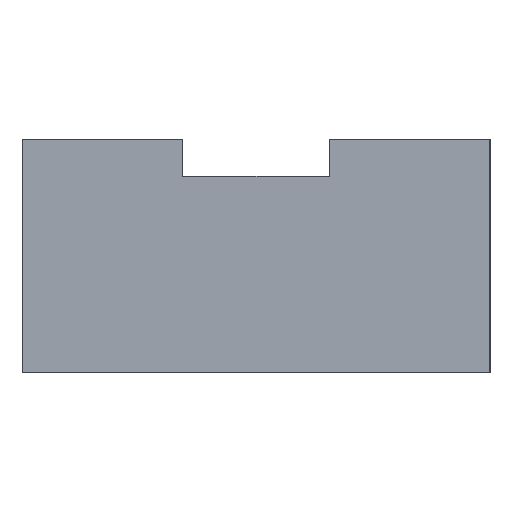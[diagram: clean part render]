
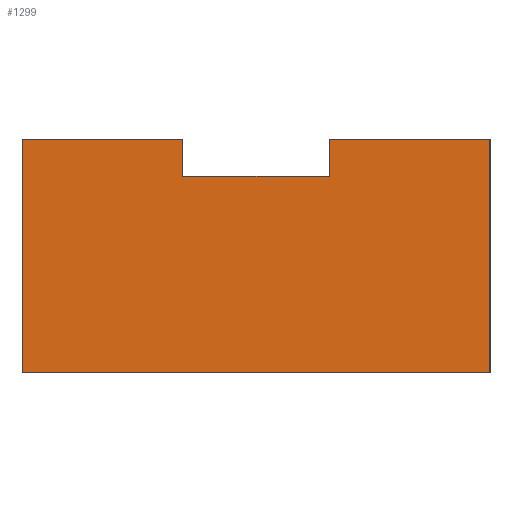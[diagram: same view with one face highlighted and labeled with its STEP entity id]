
A CAD part, left-side view. The second image highlights one B-rep face of the part: STEP entity #1299.
In plain terms, the highlighted planar face has unit normal (-1, 0, 0).
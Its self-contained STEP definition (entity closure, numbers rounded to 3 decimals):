
#917=CARTESIAN_POINT('',(-32.5,-6.25,10.0));
#918=VERTEX_POINT('',#917);
#919=CARTESIAN_POINT('',(-32.5,-6.25,6.8));
#920=VERTEX_POINT('',#919);
#921=CARTESIAN_POINT('',(-32.5,-6.25,10.0));
#922=DIRECTION('',(0.0,0.0,-1.0));
#923=VECTOR('',#922,3.2);
#924=LINE('',#921,#923);
#925=EDGE_CURVE('',#918,#920,#924,.T.);
#957=CARTESIAN_POINT('',(-32.5,6.25,6.8));
#958=VERTEX_POINT('',#957);
#959=CARTESIAN_POINT('',(-32.5,-6.25,6.8));
#960=DIRECTION('',(0.0,1.0,0.0));
#961=VECTOR('',#960,12.5);
#962=LINE('',#959,#961);
#963=EDGE_CURVE('',#920,#958,#962,.T.);
#1008=CARTESIAN_POINT('',(-32.5,6.25,10.0));
#1009=VERTEX_POINT('',#1008);
#1010=CARTESIAN_POINT('',(-32.5,6.25,6.8));
#1011=DIRECTION('',(0.0,0.0,1.0));
#1012=VECTOR('',#1011,3.2);
#1013=LINE('',#1010,#1012);
#1014=EDGE_CURVE('',#958,#1009,#1013,.T.);
#1089=CARTESIAN_POINT('',(-32.5,-20.0,10.0));
#1090=VERTEX_POINT('',#1089);
#1091=CARTESIAN_POINT('',(-32.5,-20.0,10.0));
#1092=DIRECTION('',(0.0,1.0,0.0));
#1093=VECTOR('',#1092,13.75);
#1094=LINE('',#1091,#1093);
#1095=EDGE_CURVE('',#1090,#918,#1094,.T.);
#1224=CARTESIAN_POINT('',(-32.5,20.0,10.0));
#1225=VERTEX_POINT('',#1224);
#1233=CARTESIAN_POINT('',(-32.5,20.0,-10.0));
#1234=VERTEX_POINT('',#1233);
#1241=CARTESIAN_POINT('',(-32.5,20.0,-10.0));
#1242=DIRECTION('',(0.0,0.0,1.0));
#1243=VECTOR('',#1242,20.0);
#1244=LINE('',#1241,#1243);
#1245=EDGE_CURVE('',#1234,#1225,#1244,.T.);
#1256=CARTESIAN_POINT('',(-32.5,-20.0,-10.0));
#1257=VERTEX_POINT('',#1256);
#1258=CARTESIAN_POINT('',(-32.5,-20.0,-10.0));
#1259=DIRECTION('',(0.0,0.0,1.0));
#1260=VECTOR('',#1259,20.0);
#1261=LINE('',#1258,#1260);
#1262=EDGE_CURVE('',#1257,#1090,#1261,.T.);
#1274=CARTESIAN_POINT('',(-32.5,-20.0,-10.0));
#1275=DIRECTION('',(-1.0,0.0,0.0));
#1276=DIRECTION('',(0.0,0.0,1.0));
#1277=AXIS2_PLACEMENT_3D('',#1274,#1275,#1276);
#1278=PLANE('',#1277);
#1279=ORIENTED_EDGE('',*,*,#1014,.T.);
#1280=CARTESIAN_POINT('',(-32.5,6.25,10.0));
#1281=DIRECTION('',(0.0,1.0,0.0));
#1282=VECTOR('',#1281,13.75);
#1283=LINE('',#1280,#1282);
#1284=EDGE_CURVE('',#1009,#1225,#1283,.T.);
#1285=ORIENTED_EDGE('',*,*,#1284,.T.);
#1286=ORIENTED_EDGE('',*,*,#1245,.F.);
#1287=CARTESIAN_POINT('',(-32.5,20.0,-10.0));
#1288=DIRECTION('',(0.0,-1.0,0.0));
#1289=VECTOR('',#1288,40.0);
#1290=LINE('',#1287,#1289);
#1291=EDGE_CURVE('',#1234,#1257,#1290,.T.);
#1292=ORIENTED_EDGE('',*,*,#1291,.T.);
#1293=ORIENTED_EDGE('',*,*,#1262,.T.);
#1294=ORIENTED_EDGE('',*,*,#1095,.T.);
#1295=ORIENTED_EDGE('',*,*,#925,.T.);
#1296=ORIENTED_EDGE('',*,*,#963,.T.);
#1297=EDGE_LOOP('',(#1279,#1285,#1286,#1292,#1293,#1294,#1295,#1296));
#1298=FACE_OUTER_BOUND('',#1297,.T.);
#1299=ADVANCED_FACE('',(#1298),#1278,.T.);
